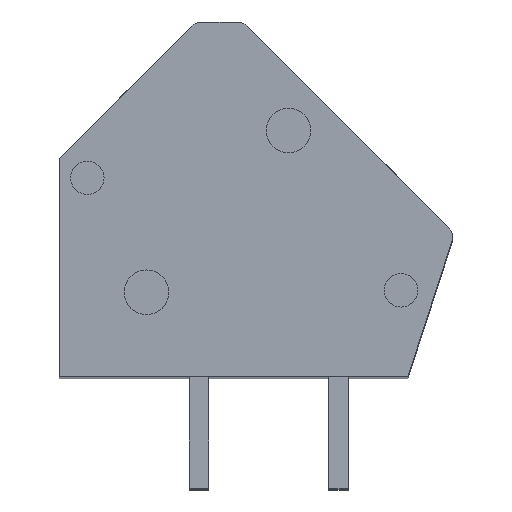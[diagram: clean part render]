
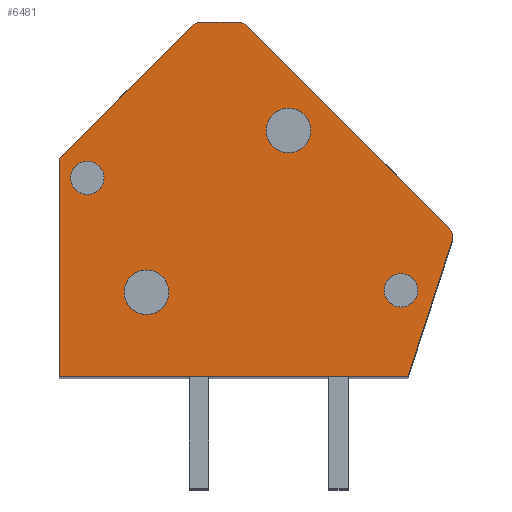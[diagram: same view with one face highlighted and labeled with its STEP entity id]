
A CAD part, top view. The second image highlights one B-rep face of the part: STEP entity #6481.
In plain terms, the highlighted planar face has unit normal (0, 0, 1).
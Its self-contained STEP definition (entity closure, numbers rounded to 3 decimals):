
#21=CIRCLE('',#6662,0.5);
#23=CIRCLE('',#6667,0.5);
#25=CIRCLE('',#6671,0.5);
#27=CIRCLE('',#6755,0.8);
#28=CIRCLE('',#6756,0.6);
#29=CIRCLE('',#6757,0.6);
#30=CIRCLE('',#6758,0.8);
#850=ORIENTED_EDGE('',*,*,#1860,.F.);
#851=ORIENTED_EDGE('',*,*,#1861,.F.);
#852=ORIENTED_EDGE('',*,*,#1862,.F.);
#853=ORIENTED_EDGE('',*,*,#1863,.F.);
#854=ORIENTED_EDGE('',*,*,#1418,.T.);
#855=ORIENTED_EDGE('',*,*,#1626,.T.);
#856=ORIENTED_EDGE('',*,*,#1693,.T.);
#857=ORIENTED_EDGE('',*,*,#1696,.T.);
#858=ORIENTED_EDGE('',*,*,#1698,.T.);
#859=ORIENTED_EDGE('',*,*,#1477,.T.);
#860=ORIENTED_EDGE('',*,*,#1721,.T.);
#861=ORIENTED_EDGE('',*,*,#1724,.T.);
#862=ORIENTED_EDGE('',*,*,#1726,.T.);
#1418=EDGE_CURVE('',#2073,#2072,#2500,.T.);
#1477=EDGE_CURVE('',#2130,#2129,#2559,.T.);
#1626=EDGE_CURVE('',#2072,#2230,#2708,.T.);
#1693=EDGE_CURVE('',#2230,#2296,#2775,.T.);
#1696=EDGE_CURVE('',#2296,#2298,#2778,.T.);
#1698=EDGE_CURVE('',#2298,#2130,#21,.T.);
#1721=EDGE_CURVE('',#2129,#2301,#23,.T.);
#1724=EDGE_CURVE('',#2301,#2303,#2802,.T.);
#1726=EDGE_CURVE('',#2303,#2073,#25,.T.);
#1860=EDGE_CURVE('',#2373,#2373,#27,.T.);
#1861=EDGE_CURVE('',#2374,#2374,#28,.T.);
#1862=EDGE_CURVE('',#2375,#2375,#29,.T.);
#1863=EDGE_CURVE('',#2376,#2376,#30,.T.);
#2072=VERTEX_POINT('',#8187);
#2073=VERTEX_POINT('',#8189);
#2129=VERTEX_POINT('',#8312);
#2130=VERTEX_POINT('',#8314);
#2230=VERTEX_POINT('',#8596);
#2296=VERTEX_POINT('',#8730);
#2298=VERTEX_POINT('',#8736);
#2301=VERTEX_POINT('',#8768);
#2303=VERTEX_POINT('',#8774);
#2373=VERTEX_POINT('',#9064);
#2374=VERTEX_POINT('',#9066);
#2375=VERTEX_POINT('',#9068);
#2376=VERTEX_POINT('',#9070);
#2500=LINE('',#8188,#3106);
#2559=LINE('',#8313,#3165);
#2708=LINE('',#8597,#3314);
#2775=LINE('',#8731,#3381);
#2778=LINE('',#8737,#3384);
#2802=LINE('',#8775,#3408);
#3106=VECTOR('',#6945,1000.);
#3165=VECTOR('',#7022,1000.);
#3314=VECTOR('',#7239,1000.);
#3381=VECTOR('',#7308,1000.);
#3384=VECTOR('',#7313,1000.);
#3408=VECTOR('',#7355,1000.);
#3852=EDGE_LOOP('',(#850));
#3853=EDGE_LOOP('',(#851));
#3854=EDGE_LOOP('',(#852));
#3855=EDGE_LOOP('',(#853));
#3856=EDGE_LOOP('',(#854,#855,#856,#857,#858,#859,#860,#861,#862));
#4146=FACE_BOUND('',#3852,.T.);
#4147=FACE_BOUND('',#3853,.T.);
#4148=FACE_BOUND('',#3854,.T.);
#4149=FACE_BOUND('',#3855,.T.);
#4150=FACE_BOUND('',#3856,.T.);
#4412=PLANE('',#6754);
#6481=ADVANCED_FACE('',(#4146,#4147,#4148,#4149,#4150),#4412,.T.);
#6662=AXIS2_PLACEMENT_3D('',#8740,#7318,#7319);
#6667=AXIS2_PLACEMENT_3D('',#8769,#7349,#7350);
#6671=AXIS2_PLACEMENT_3D('',#8778,#7360,#7361);
#6754=AXIS2_PLACEMENT_3D('',#9062,#7658,#7659);
#6755=AXIS2_PLACEMENT_3D('',#9063,#7660,#7661);
#6756=AXIS2_PLACEMENT_3D('',#9065,#7662,#7663);
#6757=AXIS2_PLACEMENT_3D('',#9067,#7664,#7665);
#6758=AXIS2_PLACEMENT_3D('',#9069,#7666,#7667);
#6945=DIRECTION('',(-0.707,-0.707,0.));
#7022=DIRECTION('',(-0.707,0.707,0.));
#7239=DIRECTION('',(0.,-1.,0.));
#7308=DIRECTION('',(1.,0.,0.));
#7313=DIRECTION('',(0.309,0.951,0.));
#7318=DIRECTION('',(0.,0.,1.));
#7319=DIRECTION('',(1.,0.,0.));
#7349=DIRECTION('',(0.,0.,1.));
#7350=DIRECTION('',(1.,0.,0.));
#7355=DIRECTION('',(-1.,0.,0.));
#7360=DIRECTION('',(0.,0.,1.));
#7361=DIRECTION('',(1.,0.,0.));
#7658=DIRECTION('',(0.,0.,1.));
#7659=DIRECTION('',(1.,0.,0.));
#7660=DIRECTION('',(0.,0.,1.));
#7661=DIRECTION('',(1.,0.,0.));
#7662=DIRECTION('',(0.,0.,1.));
#7663=DIRECTION('',(1.,0.,0.));
#7664=DIRECTION('',(0.,0.,1.));
#7665=DIRECTION('',(1.,0.,0.));
#7666=DIRECTION('',(0.,0.,1.));
#7667=DIRECTION('',(1.,0.,0.));
#8187=CARTESIAN_POINT('',(-5.,7.821,41.));
#8188=CARTESIAN_POINT('',(-0.26,12.56,41.));
#8189=CARTESIAN_POINT('',(-0.26,12.56,41.));
#8312=CARTESIAN_POINT('',(1.73,12.56,41.));
#8313=CARTESIAN_POINT('',(8.939,5.351,41.));
#8314=CARTESIAN_POINT('',(8.939,5.351,41.));
#8596=CARTESIAN_POINT('',(-5.,0.,41.));
#8597=CARTESIAN_POINT('',(-5.,7.821,41.));
#8730=CARTESIAN_POINT('',(7.488,0.,41.));
#8731=CARTESIAN_POINT('',(-5.,0.,41.));
#8736=CARTESIAN_POINT('',(9.061,4.843,41.));
#8737=CARTESIAN_POINT('',(7.488,0.,41.));
#8740=CARTESIAN_POINT('',(8.585,4.997,41.));
#8768=CARTESIAN_POINT('',(1.376,12.707,41.));
#8769=CARTESIAN_POINT('',(1.376,12.207,41.));
#8774=CARTESIAN_POINT('',(0.093,12.707,41.));
#8775=CARTESIAN_POINT('',(1.376,12.707,41.));
#8778=CARTESIAN_POINT('',(0.093,12.207,41.));
#9062=CARTESIAN_POINT('',(8.585,4.997,41.));
#9063=CARTESIAN_POINT('',(3.21,8.818,41.));
#9064=CARTESIAN_POINT('',(4.01,8.818,41.));
#9065=CARTESIAN_POINT('',(-4.003,7.121,41.));
#9066=CARTESIAN_POINT('',(-3.403,7.121,41.));
#9067=CARTESIAN_POINT('',(7.24,3.09,41.));
#9068=CARTESIAN_POINT('',(7.84,3.09,41.));
#9069=CARTESIAN_POINT('',(-1.882,3.019,41.));
#9070=CARTESIAN_POINT('',(-1.082,3.019,41.));
